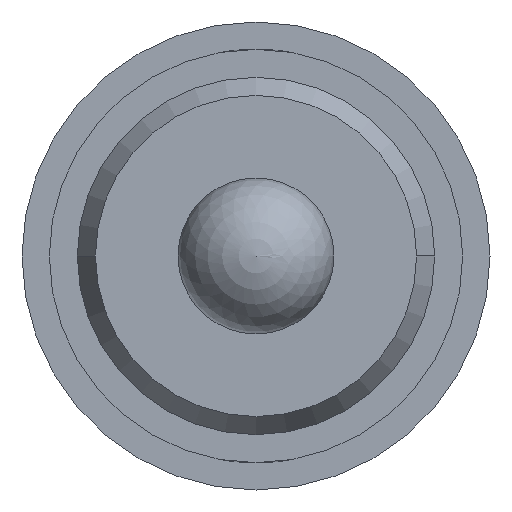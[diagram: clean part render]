
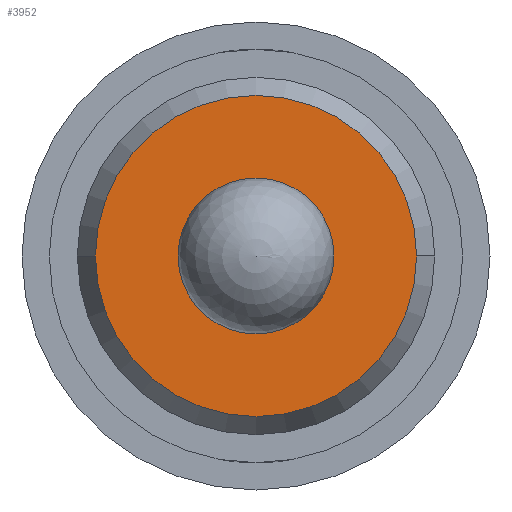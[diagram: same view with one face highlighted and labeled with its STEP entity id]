
A CAD part, front view. The second image highlights one B-rep face of the part: STEP entity #3952.
In plain terms, the highlighted planar face has unit normal (0, -1, 0).
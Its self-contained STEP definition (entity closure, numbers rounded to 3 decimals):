
#44 = CARTESIAN_POINT ( 'NONE',  ( 0., -28.6, -0.5 ) ) ;
#166 = EDGE_CURVE ( 'Defeature ausgef�hrt1_17+Defeature ausgef�hrt1_14+Defeature ausgef�hrt1_14+Defeature ausgef�hrt1_14', #2867, #1227, #791, .T. ) ;
#481 = DIRECTION ( 'NONE',  ( 1., 0., 0. ) ) ;
#533 = CARTESIAN_POINT ( 'NONE',  ( 0., -28.6, 0. ) ) ;
#672 = CARTESIAN_POINT ( 'NONE',  ( 0., -28.6, 0. ) ) ;
#704 = DIRECTION ( 'NONE',  ( 1., 0., 0. ) ) ;
#726 = VERTEX_POINT ( 'NONE', #3196 ) ;
#791 = CIRCLE ( 'NONE', #2099, 0.5 ) ;
#980 = VERTEX_POINT ( 'NONE', #4753 ) ;
#1203 = CARTESIAN_POINT ( 'NONE',  ( -1.145, -28.6, 0. ) ) ;
#1227 = VERTEX_POINT ( 'NONE', #44 ) ;
#1275 = DIRECTION ( 'NONE',  ( 0., 1., 0. ) ) ;
#1281 = DIRECTION ( 'NONE',  ( 1., 0., 0. ) ) ;
#1577 = EDGE_LOOP ( 'NONE', ( #2973, #2180 ) ) ;
#1604 = PLANE ( 'NONE',  #2147 ) ;
#1662 = DIRECTION ( 'NONE',  ( 0., 0., -1. ) ) ;
#1748 = EDGE_CURVE ( 'Defeature ausgef�hrt1_17+Defeature ausgef�hrt1_16+Defeature ausgef�hrt1_16+Defeature ausgef�hrt1_16', #726, #980, #2910, .T. ) ;
#1812 = ORIENTED_EDGE ( 'NONE', *, *, #1748, .T. ) ;
#1913 = AXIS2_PLACEMENT_3D ( 'NONE', #4764, #2458, #1281 ) ;
#1930 = EDGE_CURVE ( 'Defeature ausgef�hrt1_17+Defeature ausgef�hrt1_16+Defeature ausgef�hrt1_16+Defeature ausgef�hrt1_16', #980, #726, #3751, .T. ) ;
#2099 = AXIS2_PLACEMENT_3D ( 'NONE', #672, #4105, #4489 ) ;
#2147 = AXIS2_PLACEMENT_3D ( 'NONE', #1203, #4281, #481 ) ;
#2180 = ORIENTED_EDGE ( 'NONE', *, *, #4218, .T. ) ;
#2218 = CARTESIAN_POINT ( 'NONE',  ( 0., -28.6, 0.5 ) ) ;
#2458 = DIRECTION ( 'NONE',  ( 0., -1., 0. ) ) ;
#2823 = AXIS2_PLACEMENT_3D ( 'NONE', #533, #1275, #1662 ) ;
#2867 = VERTEX_POINT ( 'NONE', #2218 ) ;
#2910 = CIRCLE ( 'NONE', #4230, 1.03 ) ;
#2973 = ORIENTED_EDGE ( 'NONE', *, *, #166, .T. ) ;
#2988 = FACE_OUTER_BOUND ( 'NONE', #3313, .T. ) ;
#3000 = CARTESIAN_POINT ( 'NONE',  ( 0., -28.6, 0. ) ) ;
#3196 = CARTESIAN_POINT ( 'NONE',  ( -1.03, -28.6, 0. ) ) ;
#3313 = EDGE_LOOP ( 'NONE', ( #1812, #4208 ) ) ;
#3646 = CIRCLE ( 'NONE', #2823, 0.5 ) ;
#3751 = CIRCLE ( 'NONE', #1913, 1.03 ) ;
#3773 = DIRECTION ( 'NONE',  ( 0., -1., 0. ) ) ;
#3952 = ADVANCED_FACE ( 'Defeature ausgef�hrt1_17', ( #4574, #2988 ), #1604, .T. ) ;
#4105 = DIRECTION ( 'NONE',  ( 0., 1., 0. ) ) ;
#4208 = ORIENTED_EDGE ( 'NONE', *, *, #1930, .T. ) ;
#4218 = EDGE_CURVE ( 'Defeature ausgef�hrt1_17+Defeature ausgef�hrt1_14+Defeature ausgef�hrt1_14+Defeature ausgef�hrt1_14', #1227, #2867, #3646, .T. ) ;
#4230 = AXIS2_PLACEMENT_3D ( 'NONE', #3000, #3773, #704 ) ;
#4281 = DIRECTION ( 'NONE',  ( 0., -1., 0. ) ) ;
#4489 = DIRECTION ( 'NONE',  ( 0., 0., -1. ) ) ;
#4574 = FACE_BOUND ( 'NONE', #1577, .T. ) ;
#4753 = CARTESIAN_POINT ( 'NONE',  ( 1.03, -28.6, 0. ) ) ;
#4764 = CARTESIAN_POINT ( 'NONE',  ( 0., -28.6, 0. ) ) ;
